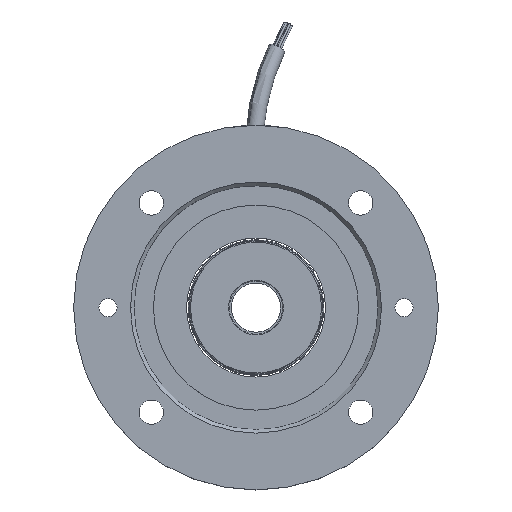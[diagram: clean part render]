
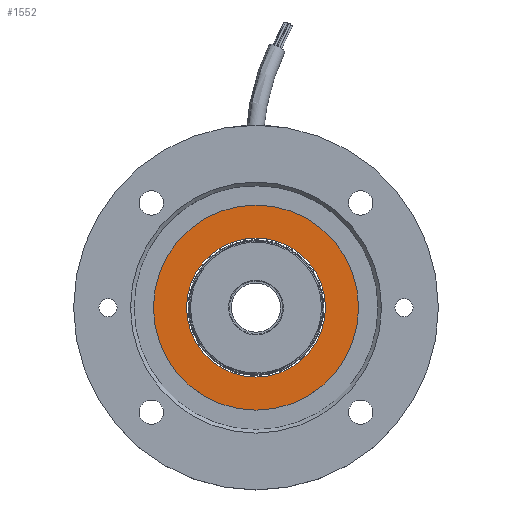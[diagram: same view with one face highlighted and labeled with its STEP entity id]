
A CAD part, top view. The second image highlights one B-rep face of the part: STEP entity #1552.
In plain terms, the highlighted planar face has unit normal (0, 0, 1).
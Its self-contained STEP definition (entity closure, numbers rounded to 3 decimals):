
#112 = AXIS2_PLACEMENT_3D ( 'NONE', #129, #2318, #1603 ) ;
#129 = CARTESIAN_POINT ( 'NONE',  ( -72.407, 6.734, -0.25 ) ) ;
#259 = EDGE_CURVE ( 'NONE', #3033, #3000, #2633, .T. ) ;
#336 = DIRECTION ( 'NONE',  ( 1., 0., 0. ) ) ;
#374 = AXIS2_PLACEMENT_3D ( 'NONE', #957, #910, #925 ) ;
#393 = CARTESIAN_POINT ( 'NONE',  ( -42.957, 6.734, -0.25 ) ) ;
#492 = DIRECTION ( 'NONE',  ( 0., 0., 1. ) ) ;
#524 = CIRCLE ( 'NONE', #374, 19.95 ) ;
#713 = CIRCLE ( 'NONE', #112, 29.45 ) ;
#751 = DIRECTION ( 'NONE',  ( 1., 0., 0. ) ) ;
#762 = VERTEX_POINT ( 'NONE', #2907 ) ;
#910 = DIRECTION ( 'NONE',  ( 0., 0., 1. ) ) ;
#925 = DIRECTION ( 'NONE',  ( 1., 0., 0. ) ) ;
#957 = CARTESIAN_POINT ( 'NONE',  ( -72.407, 6.734, -0.25 ) ) ;
#1060 = FACE_OUTER_BOUND ( 'NONE', #2971, .T. ) ;
#1066 = ORIENTED_EDGE ( 'NONE', *, *, #1398, .F. ) ;
#1117 = AXIS2_PLACEMENT_3D ( 'NONE', #2439, #1748, #751 ) ;
#1168 = ORIENTED_EDGE ( 'NONE', *, *, #1707, .F. ) ;
#1194 = ORIENTED_EDGE ( 'NONE', *, *, #1957, .T. ) ;
#1344 = VERTEX_POINT ( 'NONE', #2015 ) ;
#1349 = ORIENTED_EDGE ( 'NONE', *, *, #259, .T. ) ;
#1365 = DIRECTION ( 'NONE',  ( 0., 0., 1. ) ) ;
#1398 = EDGE_CURVE ( 'NONE', #1344, #762, #1471, .T. ) ;
#1419 = AXIS2_PLACEMENT_3D ( 'NONE', #1866, #1365, #336 ) ;
#1457 = DIRECTION ( 'NONE',  ( 1., 0., 0. ) ) ;
#1462 = EDGE_LOOP ( 'NONE', ( #1066, #1168 ) ) ;
#1471 = CIRCLE ( 'NONE', #1117, 19.95 ) ;
#1552 = ADVANCED_FACE ( 'NONE', ( #2757, #1060 ), #2505, .T. ) ;
#1603 = DIRECTION ( 'NONE',  ( 1., 0., 0. ) ) ;
#1707 = EDGE_CURVE ( 'NONE', #762, #1344, #524, .T. ) ;
#1748 = DIRECTION ( 'NONE',  ( 0., 0., 1. ) ) ;
#1866 = CARTESIAN_POINT ( 'NONE',  ( -72.407, 6.734, -0.25 ) ) ;
#1922 = CARTESIAN_POINT ( 'NONE',  ( -101.857, 6.734, -0.25 ) ) ;
#1934 = AXIS2_PLACEMENT_3D ( 'NONE', #2237, #492, #1457 ) ;
#1957 = EDGE_CURVE ( 'NONE', #3000, #3033, #713, .T. ) ;
#2015 = CARTESIAN_POINT ( 'NONE',  ( -92.357, 6.734, -0.25 ) ) ;
#2237 = CARTESIAN_POINT ( 'NONE',  ( -72.407, 6.734, -0.25 ) ) ;
#2318 = DIRECTION ( 'NONE',  ( 0., 0., 1. ) ) ;
#2439 = CARTESIAN_POINT ( 'NONE',  ( -72.407, 6.734, -0.25 ) ) ;
#2505 = PLANE ( 'NONE',  #1419 ) ;
#2633 = CIRCLE ( 'NONE', #1934, 29.45 ) ;
#2757 = FACE_BOUND ( 'NONE', #1462, .T. ) ;
#2907 = CARTESIAN_POINT ( 'NONE',  ( -52.457, 6.734, -0.25 ) ) ;
#2971 = EDGE_LOOP ( 'NONE', ( #1194, #1349 ) ) ;
#3000 = VERTEX_POINT ( 'NONE', #393 ) ;
#3033 = VERTEX_POINT ( 'NONE', #1922 ) ;
